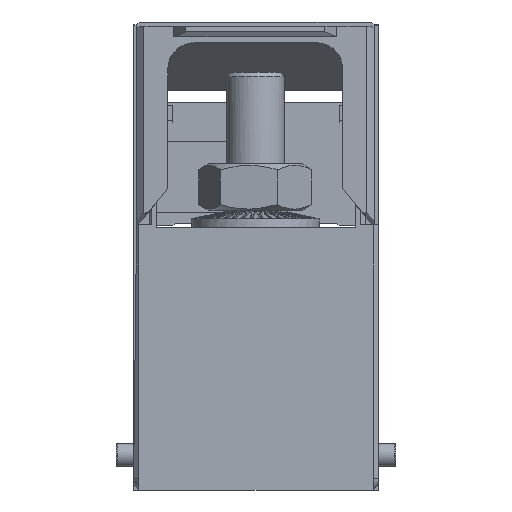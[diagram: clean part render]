
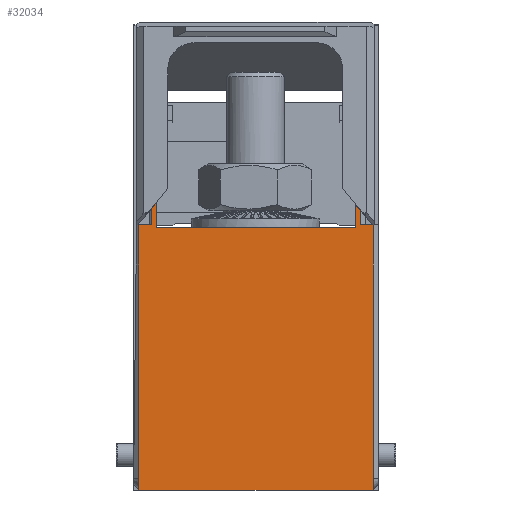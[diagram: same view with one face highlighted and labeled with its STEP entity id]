
A CAD part, left-side view. The second image highlights one B-rep face of the part: STEP entity #32034.
In plain terms, the highlighted planar face has unit normal (-1, 0, 0).
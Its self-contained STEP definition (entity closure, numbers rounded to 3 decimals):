
#5615=ORIENTED_EDGE('',*,*,#10244,.F.);
#5616=ORIENTED_EDGE('',*,*,#10249,.T.);
#5617=ORIENTED_EDGE('',*,*,#9973,.T.);
#5618=ORIENTED_EDGE('',*,*,#9595,.T.);
#5619=ORIENTED_EDGE('',*,*,#9622,.T.);
#5620=ORIENTED_EDGE('',*,*,#10259,.T.);
#5621=ORIENTED_EDGE('',*,*,#10260,.F.);
#5622=ORIENTED_EDGE('',*,*,#10261,.F.);
#5623=ORIENTED_EDGE('',*,*,#10262,.F.);
#5624=ORIENTED_EDGE('',*,*,#10263,.T.);
#5625=ORIENTED_EDGE('',*,*,#9625,.F.);
#5626=ORIENTED_EDGE('',*,*,#9590,.T.);
#5627=ORIENTED_EDGE('',*,*,#10237,.F.);
#5628=ORIENTED_EDGE('',*,*,#10248,.T.);
#9590=EDGE_CURVE('',#12611,#12610,#14824,.T.);
#9595=EDGE_CURVE('',#12613,#12615,#14829,.T.);
#9622=EDGE_CURVE('',#12615,#12631,#14851,.T.);
#9625=EDGE_CURVE('',#12611,#12632,#14854,.T.);
#9973=EDGE_CURVE('',#12799,#12613,#14961,.T.);
#10237=EDGE_CURVE('',#12937,#12610,#15211,.T.);
#10244=EDGE_CURVE('',#12942,#12943,#15216,.T.);
#10248=EDGE_CURVE('',#12937,#12943,#15220,.T.);
#10249=EDGE_CURVE('',#12942,#12799,#15221,.T.);
#10259=EDGE_CURVE('',#12631,#12951,#15228,.T.);
#10260=EDGE_CURVE('',#12952,#12951,#15229,.T.);
#10261=EDGE_CURVE('',#12953,#12952,#15230,.T.);
#10262=EDGE_CURVE('',#12954,#12953,#15231,.T.);
#10263=EDGE_CURVE('',#12954,#12632,#15232,.T.);
#12610=VERTEX_POINT('',#44376);
#12611=VERTEX_POINT('',#44378);
#12613=VERTEX_POINT('',#44383);
#12615=VERTEX_POINT('',#44387);
#12631=VERTEX_POINT('',#44441);
#12632=VERTEX_POINT('',#44445);
#12799=VERTEX_POINT('',#45460);
#12937=VERTEX_POINT('',#45967);
#12942=VERTEX_POINT('',#45983);
#12943=VERTEX_POINT('',#45985);
#12951=VERTEX_POINT('',#46012);
#12952=VERTEX_POINT('',#46016);
#12953=VERTEX_POINT('',#46018);
#12954=VERTEX_POINT('',#46020);
#14824=LINE('',#44377,#17415);
#14829=LINE('',#44388,#17420);
#14851=LINE('',#44442,#17442);
#14854=LINE('',#44447,#17445);
#14961=LINE('',#45463,#17552);
#15211=LINE('',#45968,#17802);
#15216=LINE('',#45984,#17807);
#15220=LINE('',#45991,#17811);
#15221=LINE('',#45993,#17812);
#15228=LINE('',#46013,#17819);
#15229=LINE('',#46015,#17820);
#15230=LINE('',#46017,#17821);
#15231=LINE('',#46019,#17822);
#15232=LINE('',#46021,#17823);
#17415=VECTOR('',#37213,1000.);
#17420=VECTOR('',#37220,1000.);
#17442=VECTOR('',#37274,1000.);
#17445=VECTOR('',#37279,1000.);
#17552=VECTOR('',#37908,1000.);
#17802=VECTOR('',#38394,1000.);
#17807=VECTOR('',#38411,1000.);
#17811=VECTOR('',#38419,1000.);
#17812=VECTOR('',#38422,1000.);
#17819=VECTOR('',#38439,1000.);
#17820=VECTOR('',#38442,1000.);
#17821=VECTOR('',#38443,1000.);
#17822=VECTOR('',#38444,1000.);
#17823=VECTOR('',#38445,1000.);
#19738=EDGE_LOOP('',(#5615,#5616,#5617,#5618,#5619,#5620,#5621,#5622,#5623,
#5624,#5625,#5626,#5627,#5628));
#21051=FACE_BOUND('',#19738,.T.);
#22180=PLANE('',#33812);
#32034=ADVANCED_FACE('',(#21051),#22180,.T.);
#33812=AXIS2_PLACEMENT_3D('',#46014,#38440,#38441);
#37213=DIRECTION('',(0.,0.,1.));
#37220=DIRECTION('',(0.,0.,-1.));
#37274=DIRECTION('',(0.,1.,0.));
#37279=DIRECTION('',(0.,-1.,0.));
#37908=DIRECTION('',(0.,1.,0.));
#38394=DIRECTION('',(0.,-1.,0.));
#38411=DIRECTION('',(0.,-1.,0.));
#38419=DIRECTION('',(0.,0.,-1.));
#38422=DIRECTION('',(0.,0.,1.));
#38439=DIRECTION('',(0.,0.,-1.));
#38440=DIRECTION('',(-1.,0.,0.));
#38441=DIRECTION('',(0.,0.,-1.));
#38442=DIRECTION('',(0.,0.,1.));
#38443=DIRECTION('',(0.,1.,0.));
#38444=DIRECTION('',(0.,0.,-1.));
#38445=DIRECTION('',(0.,0.,1.));
#44376=CARTESIAN_POINT('',(-66.3,2.97,27.69));
#44377=CARTESIAN_POINT('',(-66.3,2.97,27.69));
#44378=CARTESIAN_POINT('',(-66.3,2.97,15.79));
#44383=CARTESIAN_POINT('',(-66.3,38.77,27.69));
#44387=CARTESIAN_POINT('',(-66.3,38.77,15.79));
#44388=CARTESIAN_POINT('',(-66.3,38.77,27.69));
#44441=CARTESIAN_POINT('',(-66.3,40.97,15.79));
#44442=CARTESIAN_POINT('',(-66.3,39.27,15.79));
#44445=CARTESIAN_POINT('',(-66.3,0.77,15.79));
#44447=CARTESIAN_POINT('',(-66.3,2.47,15.79));
#45460=CARTESIAN_POINT('',(-66.3,37.97,27.69));
#45463=CARTESIAN_POINT('',(-66.3,37.97,27.69));
#45967=CARTESIAN_POINT('',(-66.3,3.77,27.69));
#45968=CARTESIAN_POINT('',(-66.3,3.77,27.69));
#45983=CARTESIAN_POINT('',(-66.3,37.97,15.314));
#45984=CARTESIAN_POINT('',(-66.3,40.97,15.314));
#45985=CARTESIAN_POINT('',(-66.3,3.77,15.314));
#45991=CARTESIAN_POINT('',(-66.3,3.77,27.69));
#45993=CARTESIAN_POINT('',(-66.3,37.97,27.69));
#46012=CARTESIAN_POINT('',(-66.3,40.97,-27.69));
#46013=CARTESIAN_POINT('',(-66.3,40.97,27.69));
#46014=CARTESIAN_POINT('',(-66.3,37.97,27.69));
#46015=CARTESIAN_POINT('',(-66.3,40.97,-29.69));
#46016=CARTESIAN_POINT('',(-66.3,40.97,-29.69));
#46017=CARTESIAN_POINT('',(-66.3,0.77,-29.69));
#46018=CARTESIAN_POINT('',(-66.3,0.77,-29.69));
#46019=CARTESIAN_POINT('',(-66.3,0.77,15.314));
#46020=CARTESIAN_POINT('',(-66.3,0.77,-27.69));
#46021=CARTESIAN_POINT('',(-66.3,0.77,27.69));
